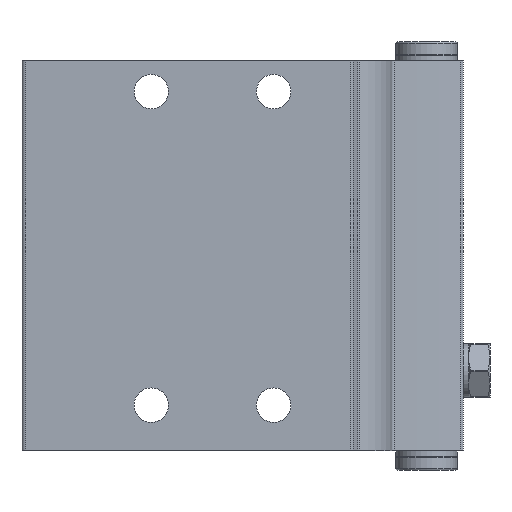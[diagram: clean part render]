
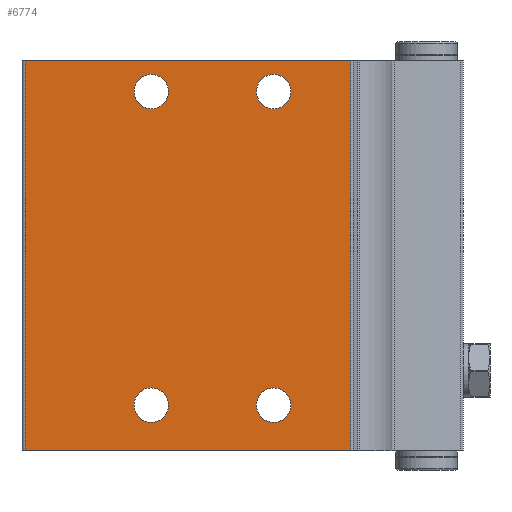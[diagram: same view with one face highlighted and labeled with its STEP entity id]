
A CAD part, front view. The second image highlights one B-rep face of the part: STEP entity #6774.
In plain terms, the highlighted planar face has unit normal (0, -1, 0).
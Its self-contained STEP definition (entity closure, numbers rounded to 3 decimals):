
#158=LINE('',#10949,#721);
#159=LINE('',#10959,#722);
#160=LINE('',#10961,#723);
#161=LINE('',#10963,#724);
#721=VECTOR('',#8505,1000.);
#722=VECTOR('',#8516,1000.);
#723=VECTOR('',#8517,1000.);
#724=VECTOR('',#8518,1000.);
#1267=PLANE('',#7680);
#1541=CIRCLE('',#7681,2.25);
#1542=CIRCLE('',#7682,2.25);
#1543=CIRCLE('',#7683,2.25);
#1544=CIRCLE('',#7684,2.25);
#1913=ORIENTED_EDGE('',*,*,#3735,.F.);
#1914=ORIENTED_EDGE('',*,*,#3736,.F.);
#1915=ORIENTED_EDGE('',*,*,#3737,.F.);
#1916=ORIENTED_EDGE('',*,*,#3738,.F.);
#1917=ORIENTED_EDGE('',*,*,#3739,.F.);
#1918=ORIENTED_EDGE('',*,*,#3734,.F.);
#1919=ORIENTED_EDGE('',*,*,#3740,.T.);
#1920=ORIENTED_EDGE('',*,*,#3741,.T.);
#3734=EDGE_CURVE('',#4639,#4638,#158,.T.);
#3735=EDGE_CURVE('',#4640,#4640,#1541,.T.);
#3736=EDGE_CURVE('',#4641,#4641,#1542,.T.);
#3737=EDGE_CURVE('',#4642,#4642,#1543,.T.);
#3738=EDGE_CURVE('',#4643,#4643,#1544,.T.);
#3739=EDGE_CURVE('',#4638,#4644,#159,.T.);
#3740=EDGE_CURVE('',#4639,#4645,#160,.T.);
#3741=EDGE_CURVE('',#4645,#4644,#161,.T.);
#4638=VERTEX_POINT('',#10946);
#4639=VERTEX_POINT('',#10948);
#4640=VERTEX_POINT('',#10952);
#4641=VERTEX_POINT('',#10954);
#4642=VERTEX_POINT('',#10956);
#4643=VERTEX_POINT('',#10958);
#4644=VERTEX_POINT('',#10960);
#4645=VERTEX_POINT('',#10962);
#5352=EDGE_LOOP('',(#1913));
#5353=EDGE_LOOP('',(#1914));
#5354=EDGE_LOOP('',(#1915));
#5355=EDGE_LOOP('',(#1916));
#5356=EDGE_LOOP('',(#1917,#1918,#1919,#1920));
#6011=FACE_BOUND('',#5352,.T.);
#6012=FACE_BOUND('',#5353,.T.);
#6013=FACE_BOUND('',#5354,.T.);
#6014=FACE_BOUND('',#5355,.T.);
#6015=FACE_BOUND('',#5356,.T.);
#6774=ADVANCED_FACE('',(#6011,#6012,#6013,#6014,#6015),#1267,.T.);
#7680=AXIS2_PLACEMENT_3D('',#10950,#8506,#8507);
#7681=AXIS2_PLACEMENT_3D('',#10951,#8508,#8509);
#7682=AXIS2_PLACEMENT_3D('',#10953,#8510,#8511);
#7683=AXIS2_PLACEMENT_3D('',#10955,#8512,#8513);
#7684=AXIS2_PLACEMENT_3D('',#10957,#8514,#8515);
#8505=DIRECTION('',(0.,0.,1.));
#8506=DIRECTION('',(0.,-1.,0.));
#8507=DIRECTION('',(0.,0.,-1.));
#8508=DIRECTION('',(0.,-1.,0.));
#8509=DIRECTION('',(0.,0.,-1.));
#8510=DIRECTION('',(0.,-1.,0.));
#8511=DIRECTION('',(0.,0.,-1.));
#8512=DIRECTION('',(0.,-1.,0.));
#8513=DIRECTION('',(0.,0.,-1.));
#8514=DIRECTION('',(0.,-1.,0.));
#8515=DIRECTION('',(0.,0.,-1.));
#8516=DIRECTION('',(1.,0.,0.));
#8517=DIRECTION('',(1.,0.,0.));
#8518=DIRECTION('',(0.,0.,1.));
#10946=CARTESIAN_POINT('',(-18.069,0.,0.));
#10948=CARTESIAN_POINT('',(-18.069,0.,-51.));
#10949=CARTESIAN_POINT('',(-18.069,0.,-51.));
#10950=CARTESIAN_POINT('',(-18.069,0.,-51.));
#10951=CARTESIAN_POINT('',(-8.,0.,-6.));
#10952=CARTESIAN_POINT('',(-8.,0.,-8.25));
#10953=CARTESIAN_POINT('',(-8.,0.,-47.));
#10954=CARTESIAN_POINT('',(-8.,0.,-49.25));
#10955=CARTESIAN_POINT('',(8.,0.,-47.));
#10956=CARTESIAN_POINT('',(8.,0.,-49.25));
#10957=CARTESIAN_POINT('',(8.,0.,-6.));
#10958=CARTESIAN_POINT('',(8.,0.,-8.25));
#10959=CARTESIAN_POINT('',(-18.069,0.,0.));
#10960=CARTESIAN_POINT('',(24.5,0.,0.));
#10961=CARTESIAN_POINT('',(-18.069,0.,-51.));
#10962=CARTESIAN_POINT('',(24.5,0.,-51.));
#10963=CARTESIAN_POINT('',(24.5,0.,-51.));
